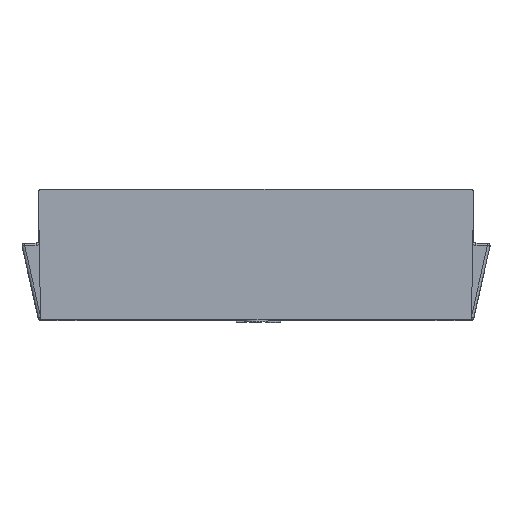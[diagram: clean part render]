
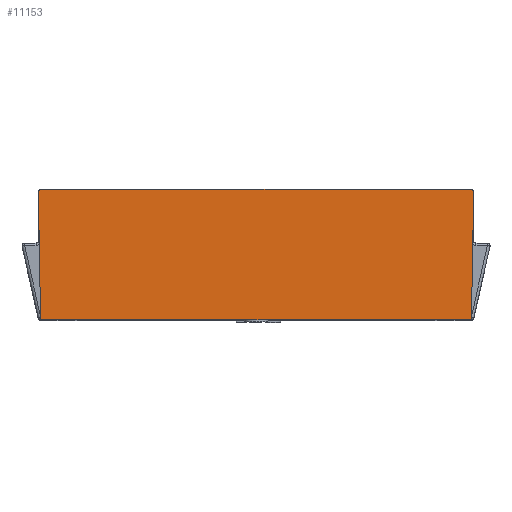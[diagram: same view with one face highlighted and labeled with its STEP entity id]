
A CAD part, top view. The second image highlights one B-rep face of the part: STEP entity #11153.
In plain terms, the highlighted planar face has unit normal (0, 0, 1).
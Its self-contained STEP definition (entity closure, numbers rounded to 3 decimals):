
#525 = CARTESIAN_POINT ( 'NONE',  ( -16.496, -0.2, 16.65 ) ) ;
#792 = CIRCLE ( 'NONE', #7078, 0.2 ) ;
#1242 = CARTESIAN_POINT ( 'NONE',  ( -16.496, 0., 16.65 ) ) ;
#1457 = DIRECTION ( 'NONE',  ( 1., 0., 0. ) ) ;
#1512 = CARTESIAN_POINT ( 'NONE',  ( -16.696, -0.203, 16.65 ) ) ;
#1696 = EDGE_CURVE ( 'NONE', #2472, #6582, #6678, .T. ) ;
#2016 = ORIENTED_EDGE ( 'NONE', *, *, #3503, .T. ) ;
#2340 = EDGE_CURVE ( 'NONE', #11631, #10519, #792, .T. ) ;
#2407 = DIRECTION ( 'NONE',  ( 0.017, -1., 0. ) ) ;
#2472 = VERTEX_POINT ( 'NONE', #6973 ) ;
#2871 = ORIENTED_EDGE ( 'NONE', *, *, #4860, .T. ) ;
#3261 = CARTESIAN_POINT ( 'NONE',  ( 16.496, 0., 16.65 ) ) ;
#3503 = EDGE_CURVE ( 'NONE', #9251, #10630, #5766, .T. ) ;
#3702 = CARTESIAN_POINT ( 'NONE',  ( -16.696, -0.203, 16.65 ) ) ;
#3872 = DIRECTION ( 'NONE',  ( 0., 0., 1. ) ) ;
#3918 = AXIS2_PLACEMENT_3D ( 'NONE', #4130, #10626, #5077 ) ;
#4088 = EDGE_LOOP ( 'NONE', ( #5509, #8336, #9961, #11914, #2871, #2016 ) ) ;
#4130 = CARTESIAN_POINT ( 'NONE',  ( 16.496, -0.2, 16.65 ) ) ;
#4161 = CARTESIAN_POINT ( 'NONE',  ( 16.525, -10., 16.65 ) ) ;
#4572 = CARTESIAN_POINT ( 'NONE',  ( 16.525, -10., 16.65 ) ) ;
#4860 = EDGE_CURVE ( 'NONE', #10519, #9251, #11391, .T. ) ;
#5077 = DIRECTION ( 'NONE',  ( 1., 0., 0. ) ) ;
#5509 = ORIENTED_EDGE ( 'NONE', *, *, #7630, .T. ) ;
#5517 = DIRECTION ( 'NONE',  ( 0.017, 1., 0. ) ) ;
#5766 = CIRCLE ( 'NONE', #11359, 0.2 ) ;
#6301 = CARTESIAN_POINT ( 'NONE',  ( -16.525, -10., 16.65 ) ) ;
#6376 = VECTOR ( 'NONE', #11853, 1000. ) ;
#6582 = VERTEX_POINT ( 'NONE', #4161 ) ;
#6678 = LINE ( 'NONE', #6301, #6376 ) ;
#6916 = PLANE ( 'NONE',  #3918 ) ;
#6973 = CARTESIAN_POINT ( 'NONE',  ( -16.525, -10., 16.65 ) ) ;
#7004 = VECTOR ( 'NONE', #2407, 1000. ) ;
#7070 = DIRECTION ( 'NONE',  ( 0., 0., 1. ) ) ;
#7078 = AXIS2_PLACEMENT_3D ( 'NONE', #9444, #3872, #10374 ) ;
#7630 = EDGE_CURVE ( 'NONE', #10630, #2472, #9166, .T. ) ;
#8336 = ORIENTED_EDGE ( 'NONE', *, *, #1696, .T. ) ;
#8633 = VECTOR ( 'NONE', #8831, 1000. ) ;
#8831 = DIRECTION ( 'NONE',  ( -1., 0., 0. ) ) ;
#9022 = CARTESIAN_POINT ( 'NONE',  ( 16.496, 0., 16.65 ) ) ;
#9166 = LINE ( 'NONE', #1512, #7004 ) ;
#9251 = VERTEX_POINT ( 'NONE', #1242 ) ;
#9444 = CARTESIAN_POINT ( 'NONE',  ( 16.496, -0.2, 16.65 ) ) ;
#9565 = VECTOR ( 'NONE', #5517, 1000. ) ;
#9693 = CARTESIAN_POINT ( 'NONE',  ( 16.696, -0.203, 16.65 ) ) ;
#9961 = ORIENTED_EDGE ( 'NONE', *, *, #9982, .T. ) ;
#9982 = EDGE_CURVE ( 'NONE', #6582, #11631, #12031, .T. ) ;
#10374 = DIRECTION ( 'NONE',  ( 1., 0., 0. ) ) ;
#10519 = VERTEX_POINT ( 'NONE', #9022 ) ;
#10626 = DIRECTION ( 'NONE',  ( 0., 0., 1. ) ) ;
#10630 = VERTEX_POINT ( 'NONE', #3702 ) ;
#11153 = ADVANCED_FACE ( 'NONE', ( #12011 ), #6916, .T. ) ;
#11359 = AXIS2_PLACEMENT_3D ( 'NONE', #525, #7070, #1457 ) ;
#11391 = LINE ( 'NONE', #3261, #8633 ) ;
#11631 = VERTEX_POINT ( 'NONE', #9693 ) ;
#11853 = DIRECTION ( 'NONE',  ( 1., 0., 0. ) ) ;
#11914 = ORIENTED_EDGE ( 'NONE', *, *, #2340, .T. ) ;
#12011 = FACE_OUTER_BOUND ( 'NONE', #4088, .T. ) ;
#12031 = LINE ( 'NONE', #4572, #9565 ) ;
